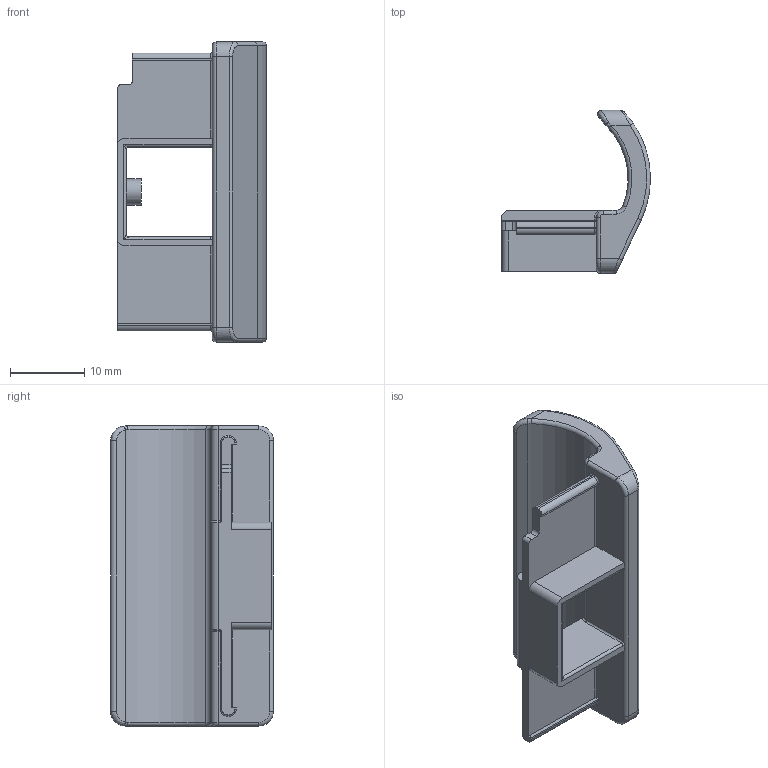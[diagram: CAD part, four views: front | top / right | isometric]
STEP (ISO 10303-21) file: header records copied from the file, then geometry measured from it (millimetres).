
FILE_DESCRIPTION(/* description */ (''),/* implementation_level */ '2;1');
FILE_NAME(/* name */ 'Clip Left.step',/* time_stamp */ '2021-12-02T01:02:45+06:00',/* author */ (''),/* organization */ (''),/* preprocessor_version */ 'ST-DEVELOPER v18.1',/* originating_system */ 'Autodesk Translation Framework v10.10.0.1391',/* authorisation */ '');
FILE_SCHEMA (('AUTOMOTIVE_DESIGN { 1 0 10303 214 3 1 1 }'));
Length unit declared in the file: millimetre
Products named in the file (1): Clip Left
Bounding box: 20.02 x 21.9 x 40.33 mm (x, y, z)
Volume: 4065.7 mm3; surface area: 3609.4 mm2
Topology: 1 solids, 1 shells, 113 faces, 285 edges, 172 vertices
Faces by surface type: cylinder 49, plane 32, torus 18, bspline 14
Full cylindrical faces by diameter (mm): 3.5 x1
Entity records: 3833 total; most frequent: CARTESIAN_POINT 1084, DIRECTION 593, ORIENTED_EDGE 566, EDGE_CURVE 283, AXIS2_PLACEMENT_3D 230, VERTEX_POINT 172, LINE 133, VECTOR 133
